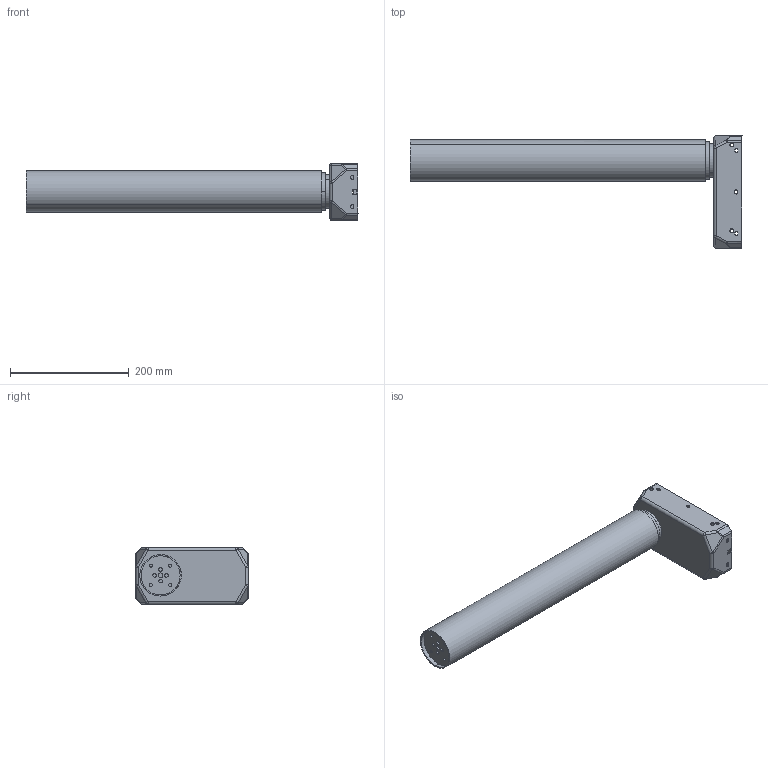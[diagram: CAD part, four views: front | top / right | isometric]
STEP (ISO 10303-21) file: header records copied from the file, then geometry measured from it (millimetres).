
FILE_DESCRIPTION((''),'2;1');
FILE_NAME('_MODEL7_ASM','2020-01-04T09:13:21',('Administrator'),('捷昌驱动'),'CREO PARAMETRIC BY PTC INC, 2018500','CREO PARAMETRIC BY PTC INC, 2018500','');
FILE_SCHEMA(('CONFIG_CONTROL_DESIGN'));
Length unit declared in the file: millimetre
Products named in the file (7): PRT1854_1_1_1; PRT1849_1_1_1; PRT1827_1_1_1_1; PRT1831_1_1_1_1; PRT1837_1_1_1_1; PRT1829_1_1_1_1; _MODEL7_ASM
Assembly tree (6 placements, depth 2):
  _MODEL7_ASM
    PRT1854_1_1_1
    PRT1849_1_1_1
    PRT1827_1_1_1_1
    PRT1831_1_1_1_1
    PRT1837_1_1_1_1
    PRT1829_1_1_1_1
Bounding box: 560.12 x 190 x 96 mm (x, y, z)
Volume: 710018.1 mm3; surface area: 691160.3 mm2
Topology: 6 solids, 6 shells, 265 faces, 767 edges, 478 vertices
Faces by surface type: cylinder 138, plane 76, sphere 36, torus 11, bspline 4
Entity records: 9078 total; most frequent: CARTESIAN_POINT 1747, DIRECTION 1640, ORIENTED_EDGE 1462, EDGE_CURVE 731, AXIS2_PLACEMENT_3D 661, VERTEX_POINT 478, CIRCLE 387, EDGE_LOOP 319
